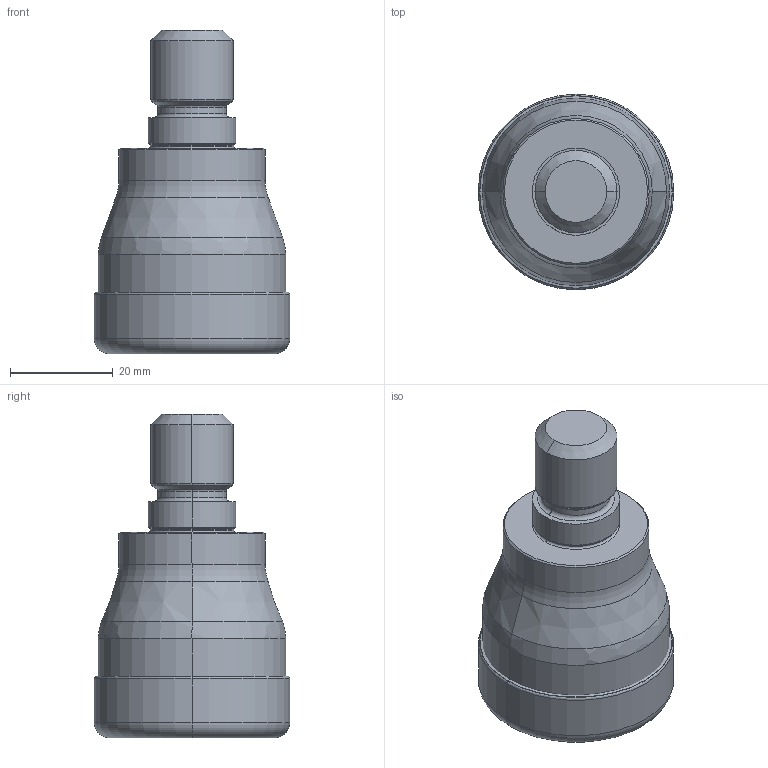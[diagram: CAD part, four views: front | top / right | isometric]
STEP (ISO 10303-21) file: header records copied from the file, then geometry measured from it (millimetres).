
FILE_DESCRIPTION(/* description */ (''),/* implementation_level */ '2;1');
FILE_NAME(/* name */ 'VPX300UR2404AM1640_IR0_118.stp',/* time_stamp */ '2025-08-29T15:08:33+09:00',/* author */ (''),/* organization */ (''),/* preprocessor_version */ 'ST-DEVELOPER v16',/* originating_system */ 'SIEMENS PLM Software NX 10.0',/* authorisation */ '');
FILE_SCHEMA (('AUTOMOTIVE_DESIGN { 1 0 10303 214 3 1 1 1 }'));
Length unit declared in the file: millimetre
Products named in the file (1): VPX300UR2404AM1640_IR0_118_ASM_ASM
Bounding box: 38.1 x 38.1 x 63 mm (x, y, z)
Volume: 45759.1 mm3; surface area: 10293.1 mm2
Topology: 2 solids, 2 shells, 87 faces, 211 edges, 149 vertices
Faces by surface type: torus 26, revolution 24, cone 14, cylinder 14, plane 5, bspline 4
Entity records: 3498 total; most frequent: CARTESIAN_POINT 1319, DIRECTION 478, ORIENTED_EDGE 384, AXIS2_PLACEMENT_3D 212, EDGE_CURVE 192, CIRCLE 145, VERTEX_POINT 110, EDGE_LOOP 90
